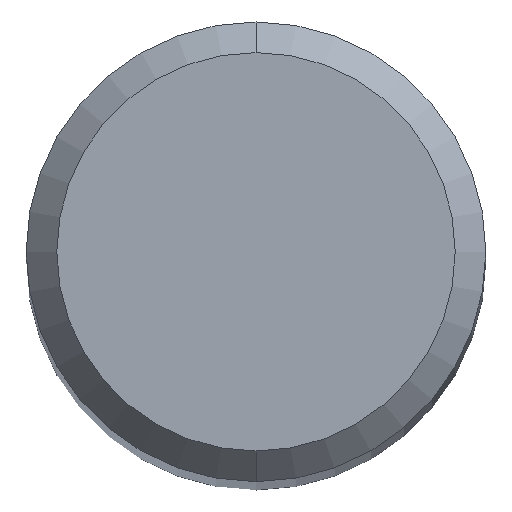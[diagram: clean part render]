
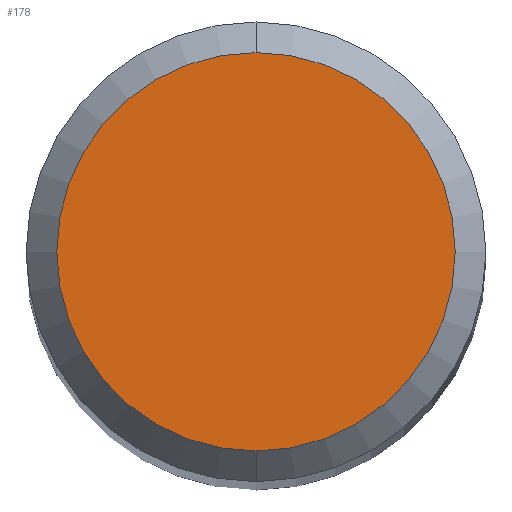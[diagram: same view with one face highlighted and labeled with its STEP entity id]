
A CAD part, top view. The second image highlights one B-rep face of the part: STEP entity #178.
In plain terms, the highlighted planar face has unit normal (0, 0, 1).
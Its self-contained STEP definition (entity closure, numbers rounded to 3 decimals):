
#132=VERTEX_POINT('',#312);
#178=ADVANCED_FACE('',(#362),#363,.T.);
#182=EDGE_CURVE('',#266,#132,#367,.T.);
#252=EDGE_CURVE('',#132,#266,#449,.T.);
#266=VERTEX_POINT('',#466);
#312=CARTESIAN_POINT('',(0.,-2.6,0.01));
#362=FACE_OUTER_BOUND('',#573,.T.);
#363=PLANE('',#574);
#367=CIRCLE('',#579,2.6);
#449=CIRCLE('',#684,2.6);
#466=CARTESIAN_POINT('',(0.0,2.6,0.01));
#573=EDGE_LOOP('',(#791,#792));
#574=AXIS2_PLACEMENT_3D('',#793,#794,#795);
#579=AXIS2_PLACEMENT_3D('',#796,#797,#798);
#684=AXIS2_PLACEMENT_3D('',#904,#905,#906);
#791=ORIENTED_EDGE('',*,*,#182,.F.);
#792=ORIENTED_EDGE('',*,*,#252,.F.);
#793=CARTESIAN_POINT('',(0.0,1.3,0.01));
#794=DIRECTION('',(-0.0,0.0,1.0));
#795=DIRECTION('',(0.0,-1.0,0.0));
#796=CARTESIAN_POINT('',(0.0,0.0,0.01));
#797=DIRECTION('',(0.0,0.0,-1.0));
#798=DIRECTION('',(0.0,1.0,0.0));
#904=CARTESIAN_POINT('',(0.0,0.0,0.01));
#905=DIRECTION('',(0.0,0.0,-1.0));
#906=DIRECTION('',(0.0,1.0,0.0));
